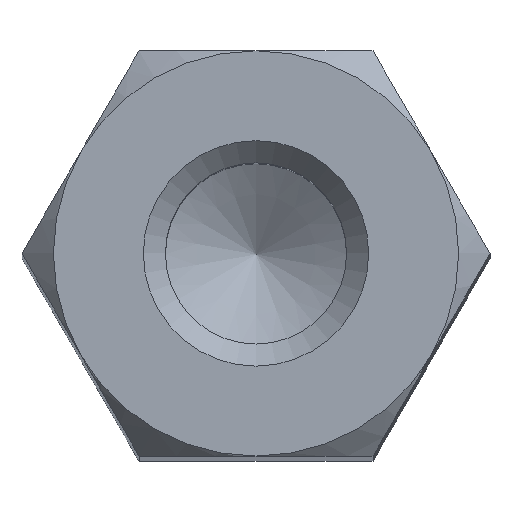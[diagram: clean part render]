
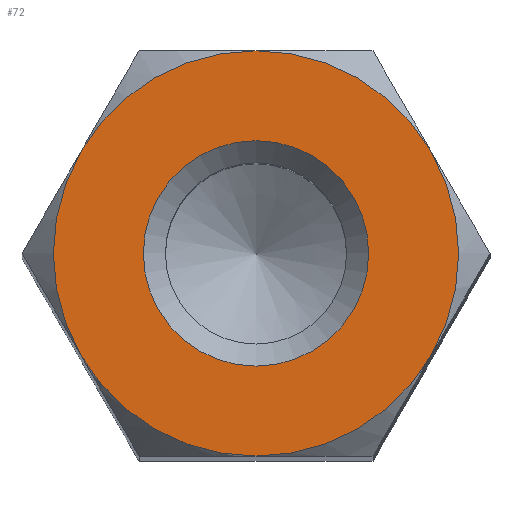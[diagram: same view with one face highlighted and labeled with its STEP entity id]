
A CAD part, top view. The second image highlights one B-rep face of the part: STEP entity #72.
In plain terms, the highlighted planar face has unit normal (0, 0, 1).
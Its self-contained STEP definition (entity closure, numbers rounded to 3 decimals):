
#72 = ADVANCED_FACE( '', ( #160, #161 ), #162, .F. );
#160 = FACE_BOUND( '', #261, .T. );
#161 = FACE_OUTER_BOUND( '', #262, .T. );
#162 = PLANE( '', #263 );
#261 = EDGE_LOOP( '', ( #400 ) );
#262 = EDGE_LOOP( '', ( #401, #402, #403, #404, #405, #406 ) );
#263 = AXIS2_PLACEMENT_3D( '', #407, #408, #409 );
#400 = ORIENTED_EDGE( '', *, *, #579, .T. );
#401 = ORIENTED_EDGE( '', *, *, #580, .T. );
#402 = ORIENTED_EDGE( '', *, *, #570, .T. );
#403 = ORIENTED_EDGE( '', *, *, #581, .T. );
#404 = ORIENTED_EDGE( '', *, *, #582, .T. );
#405 = ORIENTED_EDGE( '', *, *, #583, .T. );
#406 = ORIENTED_EDGE( '', *, *, #584, .T. );
#407 = CARTESIAN_POINT( '', ( 0., 0., 20. ) );
#408 = DIRECTION( '', ( 0., 0., -1. ) );
#409 = DIRECTION( '', ( -1., 0., 0. ) );
#570 = EDGE_CURVE( '', #672, #669, #673, .F. );
#579 = EDGE_CURVE( '', #684, #684, #685, .T. );
#580 = EDGE_CURVE( '', #659, #672, #686, .F. );
#581 = EDGE_CURVE( '', #669, #625, #687, .F. );
#582 = EDGE_CURVE( '', #625, #688, #689, .F. );
#583 = EDGE_CURVE( '', #688, #648, #690, .F. );
#584 = EDGE_CURVE( '', #648, #659, #691, .T. );
#625 = VERTEX_POINT( '', #743 );
#648 = VERTEX_POINT( '', #804 );
#659 = VERTEX_POINT( '', #838 );
#669 = VERTEX_POINT( '', #865 );
#672 = VERTEX_POINT( '', #875 );
#673 = CIRCLE( '', #876, 2.75 );
#684 = VERTEX_POINT( '', #894 );
#685 = CIRCLE( '', #895, 1.53 );
#686 = CIRCLE( '', #896, 2.75 );
#687 = CIRCLE( '', #897, 2.75 );
#688 = VERTEX_POINT( '', #898 );
#689 = CIRCLE( '', #899, 2.75 );
#690 = CIRCLE( '', #900, 2.75 );
#691 = CIRCLE( '', #901, 2.75 );
#743 = CARTESIAN_POINT( '', ( 2.382, -1.375, 20. ) );
#804 = CARTESIAN_POINT( '', ( 0., 2.75, 20. ) );
#838 = CARTESIAN_POINT( '', ( -2.382, 1.375, 20. ) );
#865 = CARTESIAN_POINT( '', ( 0., -2.75, 20. ) );
#875 = CARTESIAN_POINT( '', ( -2.382, -1.375, 20. ) );
#876 = AXIS2_PLACEMENT_3D( '', #1015, #1016, #1017 );
#894 = CARTESIAN_POINT( '', ( 0., 1.53, 20. ) );
#895 = AXIS2_PLACEMENT_3D( '', #1033, #1034, #1035 );
#896 = AXIS2_PLACEMENT_3D( '', #1036, #1037, #1038 );
#897 = AXIS2_PLACEMENT_3D( '', #1039, #1040, #1041 );
#898 = CARTESIAN_POINT( '', ( 2.382, 1.375, 20. ) );
#899 = AXIS2_PLACEMENT_3D( '', #1042, #1043, #1044 );
#900 = AXIS2_PLACEMENT_3D( '', #1045, #1046, #1047 );
#901 = AXIS2_PLACEMENT_3D( '', #1048, #1049, #1050 );
#1015 = CARTESIAN_POINT( '', ( 0., 0., 20. ) );
#1016 = DIRECTION( '', ( 0., 0., -1. ) );
#1017 = DIRECTION( '', ( -1., 0., 0. ) );
#1033 = CARTESIAN_POINT( '', ( 0., 0., 20. ) );
#1034 = DIRECTION( '', ( 0., 0., -1. ) );
#1035 = DIRECTION( '', ( 0., 1., 0. ) );
#1036 = CARTESIAN_POINT( '', ( 0., 0., 20. ) );
#1037 = DIRECTION( '', ( 0., 0., -1. ) );
#1038 = DIRECTION( '', ( -1., 0., 0. ) );
#1039 = CARTESIAN_POINT( '', ( 0., 0., 20. ) );
#1040 = DIRECTION( '', ( 0., 0., -1. ) );
#1041 = DIRECTION( '', ( -1., 0., 0. ) );
#1042 = CARTESIAN_POINT( '', ( 0., 0., 20. ) );
#1043 = DIRECTION( '', ( 0., 0., -1. ) );
#1044 = DIRECTION( '', ( -1., 0., 0. ) );
#1045 = CARTESIAN_POINT( '', ( 0., 0., 20. ) );
#1046 = DIRECTION( '', ( 0., 0., -1. ) );
#1047 = DIRECTION( '', ( -1., 0., 0. ) );
#1048 = CARTESIAN_POINT( '', ( 0., 0., 20. ) );
#1049 = DIRECTION( '', ( 0., 0., 1. ) );
#1050 = DIRECTION( '', ( 1., 0., 0. ) );
